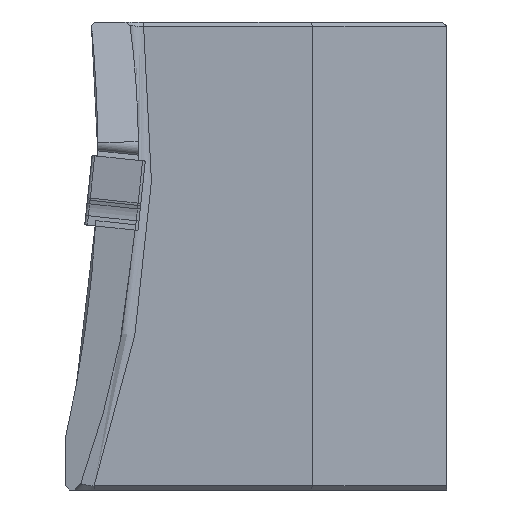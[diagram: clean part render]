
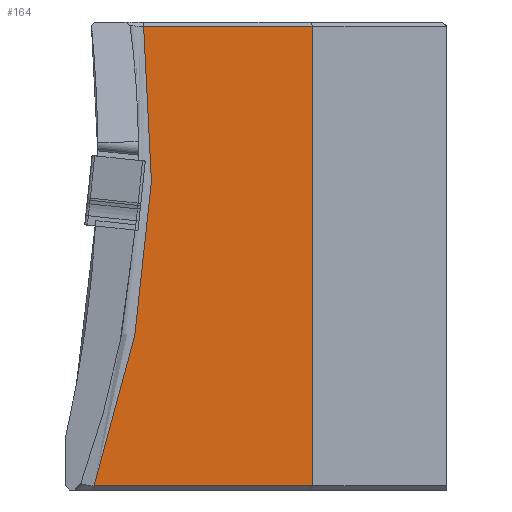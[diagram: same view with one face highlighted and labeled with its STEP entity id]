
A CAD part, left-side view. The second image highlights one B-rep face of the part: STEP entity #164.
In plain terms, the highlighted planar face has unit normal (-1, 0, 0).
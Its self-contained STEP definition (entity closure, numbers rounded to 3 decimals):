
#164=ADVANCED_FACE('',(#286),#215,.F.);
#215=PLANE('',#1478);
#286=FACE_OUTER_BOUND('',#362,.T.);
#362=EDGE_LOOP('',(#709,#710,#711,#712));
#421=CIRCLE('',#1477,74.);
#709=ORIENTED_EDGE('',*,*,#1091,.T.);
#710=ORIENTED_EDGE('',*,*,#1092,.T.);
#711=ORIENTED_EDGE('',*,*,#1093,.T.);
#712=ORIENTED_EDGE('',*,*,#1094,.T.);
#920=VERTEX_POINT('',#2288);
#921=VERTEX_POINT('',#2289);
#922=VERTEX_POINT('',#2291);
#923=VERTEX_POINT('',#2293);
#1091=EDGE_CURVE('',#920,#921,#421,.T.);
#1092=EDGE_CURVE('',#921,#922,#1224,.T.);
#1093=EDGE_CURVE('',#922,#923,#1225,.T.);
#1094=EDGE_CURVE('',#923,#920,#1226,.T.);
#1224=LINE('',#2290,#1350);
#1225=LINE('',#2292,#1351);
#1226=LINE('',#2294,#1352);
#1350=VECTOR('',#1820,1.);
#1351=VECTOR('',#1821,1.);
#1352=VECTOR('',#1822,1.);
#1477=AXIS2_PLACEMENT_3D('',#2287,#1818,#1819);
#1478=AXIS2_PLACEMENT_3D('',#2295,#1823,#1824);
#1818=DIRECTION('',(1.,0.,0.));
#1819=DIRECTION('',(0.,0.,-1.));
#1820=DIRECTION('',(0.,-1.,0.));
#1821=DIRECTION('',(0.,0.,1.));
#1822=DIRECTION('',(0.,1.,0.));
#1823=DIRECTION('',(1.,0.,0.));
#1824=DIRECTION('',(0.,0.,-1.));
#2287=CARTESIAN_POINT('',(26.,71.041,0.2));
#2288=CARTESIAN_POINT('',(26.,-2.347,9.7));
#2289=CARTESIAN_POINT('',(26.,1.356,-24.7));
#2290=CARTESIAN_POINT('',(26.,71.041,-24.7));
#2291=CARTESIAN_POINT('',(26.,-15.,-24.7));
#2292=CARTESIAN_POINT('',(26.,-15.,10.));
#2293=CARTESIAN_POINT('',(26.,-15.,9.7));
#2294=CARTESIAN_POINT('',(26.,71.041,9.7));
#2295=CARTESIAN_POINT('',(26.,71.041,0.2));
